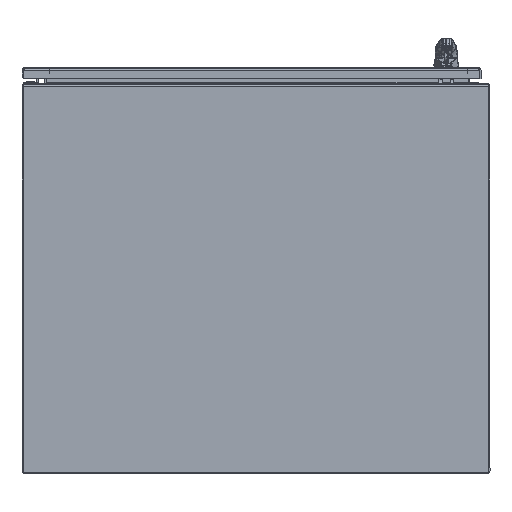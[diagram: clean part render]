
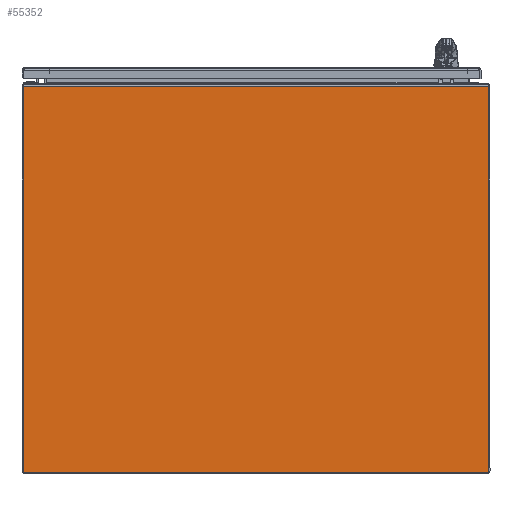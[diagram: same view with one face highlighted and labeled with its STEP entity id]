
A CAD part, front view. The second image highlights one B-rep face of the part: STEP entity #55352.
In plain terms, the highlighted face is planar.
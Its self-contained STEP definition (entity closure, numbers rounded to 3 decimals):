
#9203=PLANE('',#57820);
#10104=FACE_OUTER_BOUND('',#12467,.T.);
#12467=EDGE_LOOP('',(#42903,#42904,#42905,#42906));
#18282=LINE('',#78314,#22093);
#18288=LINE('',#78332,#22099);
#18291=LINE('',#78338,#22102);
#18292=LINE('',#78339,#22103);
#22093=VECTOR('',#63773,35.921);
#22099=VECTOR('',#63797,29.78);
#22102=VECTOR('',#63802,29.78);
#22103=VECTOR('',#63803,35.921);
#25846=VERTEX_POINT('',#78311);
#25847=VERTEX_POINT('',#78313);
#25850=VERTEX_POINT('',#78331);
#25852=VERTEX_POINT('',#78337);
#33948=EDGE_CURVE('',#25847,#25846,#18282,.T.);
#33957=EDGE_CURVE('',#25847,#25850,#18288,.T.);
#33960=EDGE_CURVE('',#25852,#25846,#18291,.T.);
#33961=EDGE_CURVE('',#25850,#25852,#18292,.T.);
#42903=ORIENTED_EDGE('',*,*,#33948,.T.);
#42904=ORIENTED_EDGE('',*,*,#33960,.F.);
#42905=ORIENTED_EDGE('',*,*,#33961,.F.);
#42906=ORIENTED_EDGE('',*,*,#33957,.F.);
#55352=ADVANCED_FACE('',(#10104),#9203,.T.);
#57820=AXIS2_PLACEMENT_3D('',#78336,#63800,#63801);
#63773=DIRECTION('',(1.,0.,0.));
#63797=DIRECTION('',(0.,1.,0.));
#63800=DIRECTION('center_axis',(0.,0.,1.));
#63801=DIRECTION('ref_axis',(1.,0.,0.));
#63802=DIRECTION('',(0.,-1.,0.));
#63803=DIRECTION('',(1.,0.,0.));
#78311=CARTESIAN_POINT('',(17.961,-14.769,0.102));
#78313=CARTESIAN_POINT('',(-17.961,-14.769,0.102));
#78314=CARTESIAN_POINT('',(-8.98,-14.769,0.102));
#78331=CARTESIAN_POINT('',(-17.961,15.012,0.102));
#78332=CARTESIAN_POINT('',(-17.961,-15.012,0.102));
#78336=CARTESIAN_POINT('Origin',(0.,0.,0.102));
#78337=CARTESIAN_POINT('',(17.961,15.012,0.102));
#78338=CARTESIAN_POINT('',(17.961,15.012,0.102));
#78339=CARTESIAN_POINT('',(-17.961,15.012,0.102));
